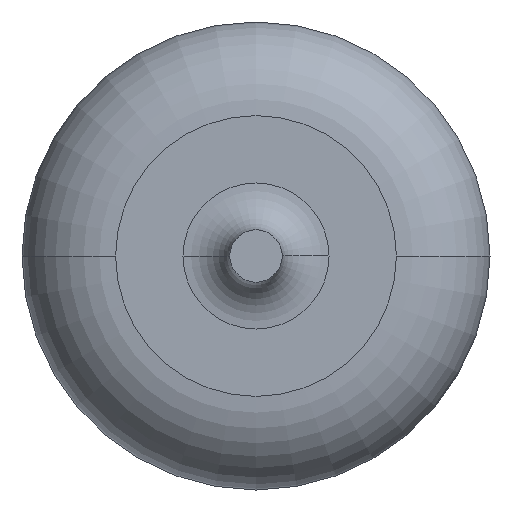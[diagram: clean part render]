
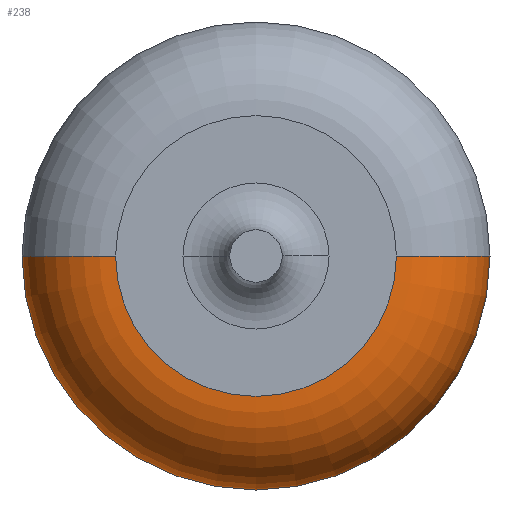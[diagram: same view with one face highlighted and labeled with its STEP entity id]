
A CAD part, front view. The second image highlights one B-rep face of the part: STEP entity #238.
In plain terms, the highlighted toroidal (fillet/blend) face has major radius 1.5 mm and minor radius 1 mm.
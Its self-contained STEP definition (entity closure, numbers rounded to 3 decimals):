
#6=CARTESIAN_POINT('',(0.,-8.621,0.));
#7=DIRECTION('',(0.,-1.,0.));
#8=DIRECTION('',(-1.,0.,0.));
#9=AXIS2_PLACEMENT_3D('',#6,#7,#8);
#26=CARTESIAN_POINT('',(-1.5,-7.621,0.));
#27=DIRECTION('',(0.,0.,-1.));
#28=DIRECTION('',(0.,-1.,0.));
#29=AXIS2_PLACEMENT_3D('',#26,#27,#28);
#31=CARTESIAN_POINT('',(1.5,-7.621,0.));
#32=DIRECTION('',(0.,0.,1.));
#33=DIRECTION('',(0.,-1.,0.));
#34=AXIS2_PLACEMENT_3D('',#31,#32,#33);
#50=CARTESIAN_POINT('',(0.,-7.621,0.));
#51=DIRECTION('',(0.,-1.,0.));
#52=DIRECTION('',(-1.,0.,0.));
#53=AXIS2_PLACEMENT_3D('',#50,#51,#52);
#171=CARTESIAN_POINT('',(-1.5,-8.621,0.));
#172=CARTESIAN_POINT('',(1.5,-8.621,0.));
#173=VERTEX_POINT('',#171);
#174=VERTEX_POINT('',#172);
#175=CARTESIAN_POINT('',(-2.5,-7.621,0.));
#176=CARTESIAN_POINT('',(2.5,-7.621,0.));
#177=VERTEX_POINT('',#175);
#178=VERTEX_POINT('',#176);
#224=CARTESIAN_POINT('',(0.,-7.621,0.));
#225=DIRECTION('',(0.,-1.,0.));
#226=DIRECTION('',(-1.,0.,0.008));
#227=AXIS2_PLACEMENT_3D('',#224,#225,#226);
#228=TOROIDAL_SURFACE('',#227,1.5,1.);
#229=ORIENTED_EDGE('',*,*,#212,.T.);
#231=ORIENTED_EDGE('',*,*,#230,.T.);
#233=ORIENTED_EDGE('',*,*,#232,.F.);
#235=ORIENTED_EDGE('',*,*,#234,.F.);
#236=EDGE_LOOP('',(#229,#231,#233,#235));
#237=FACE_OUTER_BOUND('',#236,.F.);
#238=ADVANCED_FACE('',(#237),#228,.T.);
#10=CIRCLE('',#9,1.5);
#30=CIRCLE('',#29,1.);
#35=CIRCLE('',#34,1.);
#54=CIRCLE('',#53,2.5);
#212=EDGE_CURVE('',#173,#174,#10,.T.);
#230=EDGE_CURVE('',#174,#178,#35,.T.);
#232=EDGE_CURVE('',#177,#178,#54,.T.);
#234=EDGE_CURVE('',#173,#177,#30,.T.);
